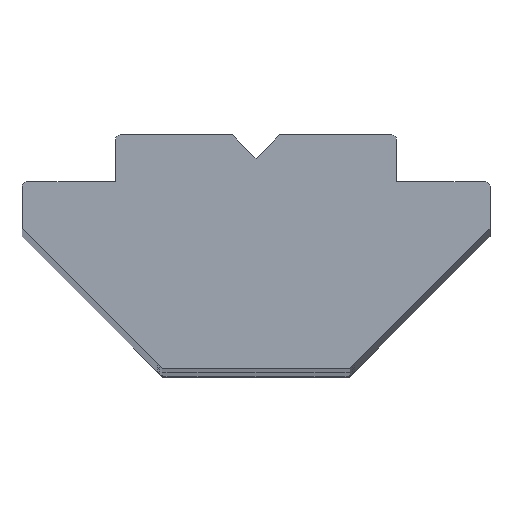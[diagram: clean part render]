
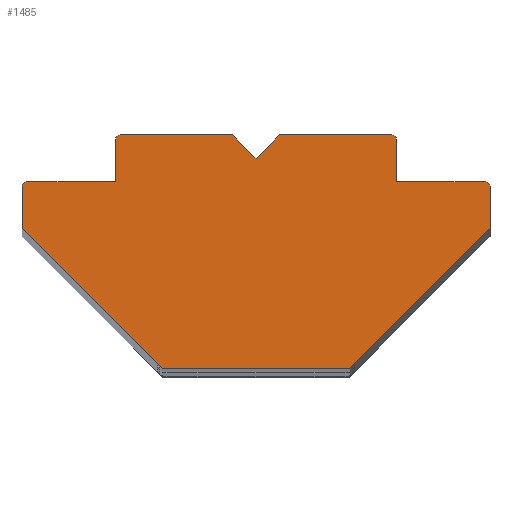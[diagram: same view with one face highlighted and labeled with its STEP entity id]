
A CAD part, top view. The second image highlights one B-rep face of the part: STEP entity #1485.
In plain terms, the highlighted planar face has unit normal (0, 0, 1).
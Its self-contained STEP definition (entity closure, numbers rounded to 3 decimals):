
#60 = FACE_OUTER_BOUND ( 'NONE', #367, .T. ) ;
#69 = VECTOR ( 'NONE', #697, 1000. ) ;
#70 = LINE ( 'NONE', #702, #102 ) ;
#83 = VECTOR ( 'NONE', #709, 1000. ) ;
#97 = LINE ( 'NONE', #955, #202 ) ;
#102 = VECTOR ( 'NONE', #699, 1000. ) ;
#103 = CIRCLE ( 'NONE', #1223, 0.1 ) ;
#109 = ORIENTED_EDGE ( 'NONE', *, *, #1286, .T. ) ;
#149 = LINE ( 'NONE', #710, #178 ) ;
#157 = LINE ( 'NONE', #1067, #168 ) ;
#161 = CIRCLE ( 'NONE', #1126, 0.1 ) ;
#168 = VECTOR ( 'NONE', #1017, 1000. ) ;
#171 = CIRCLE ( 'NONE', #1124, 0.1 ) ;
#173 = VECTOR ( 'NONE', #715, 1000. ) ;
#178 = VECTOR ( 'NONE', #829, 1000. ) ;
#184 = VECTOR ( 'NONE', #921, 1000. ) ;
#198 = LINE ( 'NONE', #849, #215 ) ;
#202 = VECTOR ( 'NONE', #950, 1000. ) ;
#204 = VECTOR ( 'NONE', #847, 1000. ) ;
#210 = LINE ( 'NONE', #716, #173 ) ;
#212 = VECTOR ( 'NONE', #866, 1000. ) ;
#215 = VECTOR ( 'NONE', #848, 1000. ) ;
#216 = LINE ( 'NONE', #948, #184 ) ;
#218 = LINE ( 'NONE', #789, #249 ) ;
#227 = LINE ( 'NONE', #713, #83 ) ;
#230 = LINE ( 'NONE', #976, #204 ) ;
#234 = VECTOR ( 'NONE', #704, 1000. ) ;
#249 = VECTOR ( 'NONE', #788, 1000. ) ;
#257 = LINE ( 'NONE', #867, #212 ) ;
#266 = CIRCLE ( 'NONE', #1251, 0.1 ) ;
#268 = VERTEX_POINT ( 'NONE', #693 ) ;
#277 = LINE ( 'NONE', #708, #234 ) ;
#283 = VERTEX_POINT ( 'NONE', #1019 ) ;
#292 = VERTEX_POINT ( 'NONE', #882 ) ;
#293 = VERTEX_POINT ( 'NONE', #978 ) ;
#295 = VERTEX_POINT ( 'NONE', #1061 ) ;
#300 = VERTEX_POINT ( 'NONE', #1054 ) ;
#305 = VERTEX_POINT ( 'NONE', #969 ) ;
#318 = VERTEX_POINT ( 'NONE', #1030 ) ;
#319 = VERTEX_POINT ( 'NONE', #1040 ) ;
#340 = VERTEX_POINT ( 'NONE', #902 ) ;
#344 = VERTEX_POINT ( 'NONE', #894 ) ;
#349 = VERTEX_POINT ( 'NONE', #888 ) ;
#352 = VERTEX_POINT ( 'NONE', #854 ) ;
#353 = VERTEX_POINT ( 'NONE', #856 ) ;
#367 = EDGE_LOOP ( 'NONE', ( #109, #465, #394, #392, #398, #390, #391, #397, #399, #402, #504, #382, #381, #380, #389, #384, #387 ) ) ;
#374 = VERTEX_POINT ( 'NONE', #938 ) ;
#376 = VERTEX_POINT ( 'NONE', #947 ) ;
#379 = VERTEX_POINT ( 'NONE', #675 ) ;
#380 = ORIENTED_EDGE ( 'NONE', *, *, #1144, .T. ) ;
#381 = ORIENTED_EDGE ( 'NONE', *, *, #1266, .T. ) ;
#382 = ORIENTED_EDGE ( 'NONE', *, *, #1318, .T. ) ;
#384 = ORIENTED_EDGE ( 'NONE', *, *, #1244, .T. ) ;
#387 = ORIENTED_EDGE ( 'NONE', *, *, #1152, .T. ) ;
#389 = ORIENTED_EDGE ( 'NONE', *, *, #1230, .T. ) ;
#390 = ORIENTED_EDGE ( 'NONE', *, *, #1310, .T. ) ;
#391 = ORIENTED_EDGE ( 'NONE', *, *, #1311, .T. ) ;
#392 = ORIENTED_EDGE ( 'NONE', *, *, #1298, .T. ) ;
#394 = ORIENTED_EDGE ( 'NONE', *, *, #1288, .T. ) ;
#397 = ORIENTED_EDGE ( 'NONE', *, *, #1248, .T. ) ;
#398 = ORIENTED_EDGE ( 'NONE', *, *, #1313, .T. ) ;
#399 = ORIENTED_EDGE ( 'NONE', *, *, #1272, .T. ) ;
#402 = ORIENTED_EDGE ( 'NONE', *, *, #1312, .T. ) ;
#465 = ORIENTED_EDGE ( 'NONE', *, *, #1134, .T. ) ;
#504 = ORIENTED_EDGE ( 'NONE', *, *, #1322, .T. ) ;
#600 = LINE ( 'NONE', #691, #69 ) ;
#655 = DIRECTION ( 'NONE',  ( -1., 0., 0. ) ) ;
#657 = DIRECTION ( 'NONE',  ( 0., 0., 1. ) ) ;
#658 = CARTESIAN_POINT ( 'NONE',  ( 2.9, -0.1, 100. ) ) ;
#675 = CARTESIAN_POINT ( 'NONE',  ( 5., -1.1, 100. ) ) ;
#691 = CARTESIAN_POINT ( 'NONE',  ( 0.5, 0., 100. ) ) ;
#693 = CARTESIAN_POINT ( 'NONE',  ( -4.9, -1., 100. ) ) ;
#697 = DIRECTION ( 'NONE',  ( -1., 0., 0. ) ) ;
#699 = DIRECTION ( 'NONE',  ( 1., 0., 0. ) ) ;
#702 = CARTESIAN_POINT ( 'NONE',  ( 2., -5., 100. ) ) ;
#704 = DIRECTION ( 'NONE',  ( 0., 1., 0. ) ) ;
#708 = CARTESIAN_POINT ( 'NONE',  ( 3., 0., 100. ) ) ;
#709 = DIRECTION ( 'NONE',  ( 0., 1., 0. ) ) ;
#710 = CARTESIAN_POINT ( 'NONE',  ( -0.5, 0., 100. ) ) ;
#713 = CARTESIAN_POINT ( 'NONE',  ( 5., -1., 100. ) ) ;
#715 = DIRECTION ( 'NONE',  ( 0.707, 0.707, 0. ) ) ;
#716 = CARTESIAN_POINT ( 'NONE',  ( 5., -2., 100. ) ) ;
#739 = DIRECTION ( 'NONE',  ( 0., 0., 1. ) ) ;
#752 = DIRECTION ( 'NONE',  ( -1., 0., 0. ) ) ;
#754 = DIRECTION ( 'NONE',  ( 0., 0., 1. ) ) ;
#767 = CARTESIAN_POINT ( 'NONE',  ( 4.9, -1.1, 100. ) ) ;
#783 = DIRECTION ( 'NONE',  ( -1., 0., 0. ) ) ;
#788 = DIRECTION ( 'NONE',  ( 0.707, -0.707, 0. ) ) ;
#789 = CARTESIAN_POINT ( 'NONE',  ( -2., -5., 100. ) ) ;
#790 = CARTESIAN_POINT ( 'NONE',  ( -2.9, -0.1, 100. ) ) ;
#794 = DIRECTION ( 'NONE',  ( 0., 0., 1. ) ) ;
#829 = DIRECTION ( 'NONE',  ( -0.707, 0.707, 0. ) ) ;
#847 = DIRECTION ( 'NONE',  ( 0., -1., 0. ) ) ;
#848 = DIRECTION ( 'NONE',  ( 0., -1., 0. ) ) ;
#849 = CARTESIAN_POINT ( 'NONE',  ( -5., -2., 100. ) ) ;
#854 = CARTESIAN_POINT ( 'NONE',  ( -2., -5., 100. ) ) ;
#856 = CARTESIAN_POINT ( 'NONE',  ( -5., -2., 100. ) ) ;
#858 = DIRECTION ( 'NONE',  ( -1., 0., 0. ) ) ;
#866 = DIRECTION ( 'NONE',  ( -1., 0., 0. ) ) ;
#867 = CARTESIAN_POINT ( 'NONE',  ( -5., -1., 100. ) ) ;
#882 = CARTESIAN_POINT ( 'NONE',  ( 3., -1., 100. ) ) ;
#888 = CARTESIAN_POINT ( 'NONE',  ( 2., -5., 100. ) ) ;
#894 = CARTESIAN_POINT ( 'NONE',  ( -5., -1.1, 100. ) ) ;
#902 = CARTESIAN_POINT ( 'NONE',  ( -3., -0.1, 100. ) ) ;
#921 = DIRECTION ( 'NONE',  ( -1., 0., 0. ) ) ;
#938 = CARTESIAN_POINT ( 'NONE',  ( 4.9, -1., 100. ) ) ;
#947 = CARTESIAN_POINT ( 'NONE',  ( 3., -0.1, 100. ) ) ;
#948 = CARTESIAN_POINT ( 'NONE',  ( -3., 0., 100. ) ) ;
#950 = DIRECTION ( 'NONE',  ( -1., 0., 0. ) ) ;
#955 = CARTESIAN_POINT ( 'NONE',  ( 3., -1., 100. ) ) ;
#969 = CARTESIAN_POINT ( 'NONE',  ( -2.9, 0., 100. ) ) ;
#976 = CARTESIAN_POINT ( 'NONE',  ( -3., -1., 100. ) ) ;
#978 = CARTESIAN_POINT ( 'NONE',  ( 2.9, 0., 100. ) ) ;
#1016 = CARTESIAN_POINT ( 'NONE',  ( -4.9, -1.1, 100. ) ) ;
#1017 = DIRECTION ( 'NONE',  ( -0.707, -0.707, 0. ) ) ;
#1019 = CARTESIAN_POINT ( 'NONE',  ( -0.5, 0., 100. ) ) ;
#1030 = CARTESIAN_POINT ( 'NONE',  ( 0., -0.5, 100. ) ) ;
#1040 = CARTESIAN_POINT ( 'NONE',  ( 0.5, 0., 100. ) ) ;
#1054 = CARTESIAN_POINT ( 'NONE',  ( 5., -2., 100. ) ) ;
#1061 = CARTESIAN_POINT ( 'NONE',  ( -3., -1., 100. ) ) ;
#1067 = CARTESIAN_POINT ( 'NONE',  ( 0., -0.5, 100. ) ) ;
#1124 = AXIS2_PLACEMENT_3D ( 'NONE', #767, #754, #752 ) ;
#1126 = AXIS2_PLACEMENT_3D ( 'NONE', #790, #794, #783 ) ;
#1134 = EDGE_CURVE ( 'NONE', #268, #344, #266, .T. ) ;
#1144 = EDGE_CURVE ( 'NONE', #318, #283, #149, .T. ) ;
#1152 = EDGE_CURVE ( 'NONE', #340, #295, #230, .T. ) ;
#1212 = AXIS2_PLACEMENT_3D ( 'NONE', #1455, #1448, #1447 ) ;
#1223 = AXIS2_PLACEMENT_3D ( 'NONE', #658, #657, #655 ) ;
#1230 = EDGE_CURVE ( 'NONE', #283, #305, #216, .T. ) ;
#1244 = EDGE_CURVE ( 'NONE', #305, #340, #161, .T. ) ;
#1248 = EDGE_CURVE ( 'NONE', #379, #374, #171, .T. ) ;
#1251 = AXIS2_PLACEMENT_3D ( 'NONE', #1016, #739, #858 ) ;
#1266 = EDGE_CURVE ( 'NONE', #319, #318, #157, .T. ) ;
#1272 = EDGE_CURVE ( 'NONE', #374, #292, #97, .T. ) ;
#1286 = EDGE_CURVE ( 'NONE', #295, #268, #257, .T. ) ;
#1288 = EDGE_CURVE ( 'NONE', #344, #353, #198, .T. ) ;
#1298 = EDGE_CURVE ( 'NONE', #353, #352, #218, .T. ) ;
#1310 = EDGE_CURVE ( 'NONE', #349, #300, #210, .T. ) ;
#1311 = EDGE_CURVE ( 'NONE', #300, #379, #227, .T. ) ;
#1312 = EDGE_CURVE ( 'NONE', #292, #376, #277, .T. ) ;
#1313 = EDGE_CURVE ( 'NONE', #352, #349, #70, .T. ) ;
#1318 = EDGE_CURVE ( 'NONE', #293, #319, #600, .T. ) ;
#1322 = EDGE_CURVE ( 'NONE', #376, #293, #103, .T. ) ;
#1447 = DIRECTION ( 'NONE',  ( -1., 0., 0. ) ) ;
#1448 = DIRECTION ( 'NONE',  ( 0., 0., -1. ) ) ;
#1451 = PLANE ( 'NONE',  #1212 ) ;
#1455 = CARTESIAN_POINT ( 'NONE',  ( -3., 0., 100. ) ) ;
#1485 = ADVANCED_FACE ( 'NONE', ( #60 ), #1451, .F. ) ;
